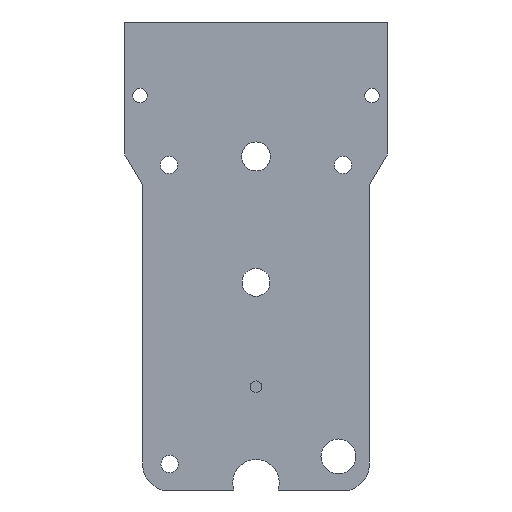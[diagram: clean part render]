
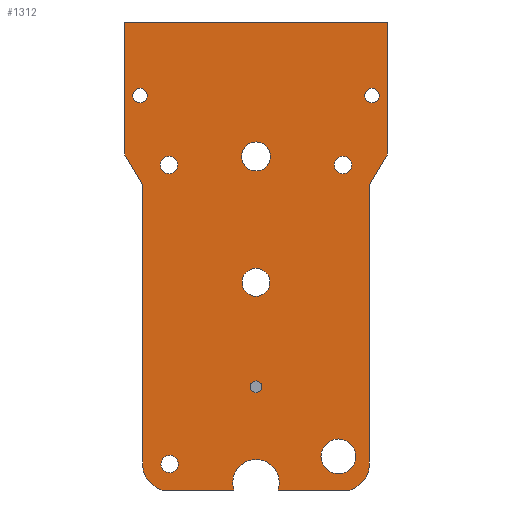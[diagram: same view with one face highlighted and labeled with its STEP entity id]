
A CAD part, front view. The second image highlights one B-rep face of the part: STEP entity #1312.
In plain terms, the highlighted planar face has unit normal (0, -1, 0).
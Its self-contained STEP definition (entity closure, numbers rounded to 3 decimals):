
#75=LINE('',#2283,#157);
#79=LINE('',#2295,#161);
#83=LINE('',#2307,#165);
#86=LINE('',#2313,#168);
#89=LINE('',#2319,#171);
#92=LINE('',#2325,#174);
#95=LINE('',#2331,#177);
#98=LINE('',#2337,#180);
#101=LINE('',#2342,#183);
#157=VECTOR('',#1893,10.);
#161=VECTOR('',#1905,10.);
#165=VECTOR('',#1917,10.);
#168=VECTOR('',#1922,10.);
#171=VECTOR('',#1927,10.);
#174=VECTOR('',#1932,10.);
#177=VECTOR('',#1937,10.);
#180=VECTOR('',#1942,10.);
#183=VECTOR('',#1947,10.);
#236=FACE_BOUND('',#393,.T.);
#237=FACE_BOUND('',#394,.T.);
#238=FACE_BOUND('',#395,.T.);
#239=FACE_BOUND('',#396,.T.);
#240=FACE_BOUND('',#397,.T.);
#241=FACE_BOUND('',#398,.T.);
#242=FACE_BOUND('',#399,.T.);
#243=FACE_BOUND('',#400,.T.);
#244=FACE_BOUND('',#401,.T.);
#313=FACE_OUTER_BOUND('',#392,.T.);
#392=EDGE_LOOP('',(#1195,#1196,#1197,#1198,#1199,#1200,#1201,#1202,#1203,
#1204,#1205,#1206));
#393=EDGE_LOOP('',(#1207));
#394=EDGE_LOOP('',(#1208));
#395=EDGE_LOOP('',(#1209));
#396=EDGE_LOOP('',(#1210));
#397=EDGE_LOOP('',(#1211));
#398=EDGE_LOOP('',(#1212));
#399=EDGE_LOOP('',(#1213));
#400=EDGE_LOOP('',(#1214));
#401=EDGE_LOOP('',(#1215));
#489=CIRCLE('',#1463,0.75);
#491=CIRCLE('',#1466,0.75);
#493=CIRCLE('',#1469,1.25);
#495=CIRCLE('',#1472,0.625);
#497=CIRCLE('',#1475,0.75);
#499=CIRCLE('',#1478,0.5);
#501=CIRCLE('',#1481,1.5);
#503=CIRCLE('',#1484,1.204);
#505=CIRCLE('',#1487,0.625);
#506=CIRCLE('',#1489,2.33);
#508=CIRCLE('',#1493,2.);
#510=CIRCLE('',#1497,2.33);
#599=VERTEX_POINT('',#2221);
#601=VERTEX_POINT('',#2227);
#603=VERTEX_POINT('',#2233);
#605=VERTEX_POINT('',#2239);
#607=VERTEX_POINT('',#2245);
#609=VERTEX_POINT('',#2251);
#611=VERTEX_POINT('',#2257);
#613=VERTEX_POINT('',#2263);
#615=VERTEX_POINT('',#2269);
#616=VERTEX_POINT('',#2273);
#617=VERTEX_POINT('',#2274);
#620=VERTEX_POINT('',#2282);
#622=VERTEX_POINT('',#2288);
#624=VERTEX_POINT('',#2294);
#626=VERTEX_POINT('',#2300);
#628=VERTEX_POINT('',#2306);
#630=VERTEX_POINT('',#2312);
#632=VERTEX_POINT('',#2318);
#634=VERTEX_POINT('',#2324);
#636=VERTEX_POINT('',#2330);
#638=VERTEX_POINT('',#2336);
#771=EDGE_CURVE('',#599,#599,#489,.T.);
#774=EDGE_CURVE('',#601,#601,#491,.T.);
#777=EDGE_CURVE('',#603,#603,#493,.T.);
#780=EDGE_CURVE('',#605,#605,#495,.T.);
#783=EDGE_CURVE('',#607,#607,#497,.T.);
#786=EDGE_CURVE('',#609,#609,#499,.T.);
#789=EDGE_CURVE('',#611,#611,#501,.T.);
#792=EDGE_CURVE('',#613,#613,#503,.T.);
#795=EDGE_CURVE('',#615,#615,#505,.T.);
#796=EDGE_CURVE('',#616,#617,#506,.T.);
#800=EDGE_CURVE('',#616,#620,#75,.T.);
#803=EDGE_CURVE('',#620,#622,#508,.T.);
#806=EDGE_CURVE('',#622,#624,#79,.T.);
#809=EDGE_CURVE('',#626,#624,#510,.T.);
#812=EDGE_CURVE('',#626,#628,#83,.T.);
#815=EDGE_CURVE('',#628,#630,#86,.T.);
#818=EDGE_CURVE('',#632,#630,#89,.T.);
#821=EDGE_CURVE('',#632,#634,#92,.T.);
#824=EDGE_CURVE('',#634,#636,#95,.T.);
#827=EDGE_CURVE('',#638,#636,#98,.T.);
#830=EDGE_CURVE('',#617,#638,#101,.T.);
#1195=ORIENTED_EDGE('',*,*,#830,.F.);
#1196=ORIENTED_EDGE('',*,*,#796,.F.);
#1197=ORIENTED_EDGE('',*,*,#800,.T.);
#1198=ORIENTED_EDGE('',*,*,#803,.T.);
#1199=ORIENTED_EDGE('',*,*,#806,.T.);
#1200=ORIENTED_EDGE('',*,*,#809,.F.);
#1201=ORIENTED_EDGE('',*,*,#812,.T.);
#1202=ORIENTED_EDGE('',*,*,#815,.T.);
#1203=ORIENTED_EDGE('',*,*,#818,.F.);
#1204=ORIENTED_EDGE('',*,*,#821,.T.);
#1205=ORIENTED_EDGE('',*,*,#824,.T.);
#1206=ORIENTED_EDGE('',*,*,#827,.F.);
#1207=ORIENTED_EDGE('',*,*,#795,.F.);
#1208=ORIENTED_EDGE('',*,*,#792,.F.);
#1209=ORIENTED_EDGE('',*,*,#789,.F.);
#1210=ORIENTED_EDGE('',*,*,#786,.F.);
#1211=ORIENTED_EDGE('',*,*,#783,.F.);
#1212=ORIENTED_EDGE('',*,*,#780,.F.);
#1213=ORIENTED_EDGE('',*,*,#777,.F.);
#1214=ORIENTED_EDGE('',*,*,#774,.F.);
#1215=ORIENTED_EDGE('',*,*,#771,.F.);
#1243=PLANE('',#1507);
#1312=ADVANCED_FACE('',(#313,#236,#237,#238,#239,#240,#241,#242,#243,#244),
#1243,.F.);
#1463=AXIS2_PLACEMENT_3D('',#2223,#1825,#1826);
#1466=AXIS2_PLACEMENT_3D('',#2229,#1832,#1833);
#1469=AXIS2_PLACEMENT_3D('',#2235,#1839,#1840);
#1472=AXIS2_PLACEMENT_3D('',#2241,#1846,#1847);
#1475=AXIS2_PLACEMENT_3D('',#2247,#1853,#1854);
#1478=AXIS2_PLACEMENT_3D('',#2253,#1860,#1861);
#1481=AXIS2_PLACEMENT_3D('',#2259,#1867,#1868);
#1484=AXIS2_PLACEMENT_3D('',#2265,#1874,#1875);
#1487=AXIS2_PLACEMENT_3D('',#2271,#1881,#1882);
#1489=AXIS2_PLACEMENT_3D('',#2275,#1885,#1886);
#1493=AXIS2_PLACEMENT_3D('',#2289,#1898,#1899);
#1497=AXIS2_PLACEMENT_3D('',#2301,#1910,#1911);
#1507=AXIS2_PLACEMENT_3D('',#2345,#1951,#1952);
#1825=DIRECTION('center_axis',(0.,-1.,0.));
#1826=DIRECTION('ref_axis',(1.,0.,0.));
#1832=DIRECTION('center_axis',(0.,-1.,0.));
#1833=DIRECTION('ref_axis',(1.,0.,0.));
#1839=DIRECTION('center_axis',(0.,-1.,0.));
#1840=DIRECTION('ref_axis',(1.,0.,0.));
#1846=DIRECTION('center_axis',(0.,-1.,0.));
#1847=DIRECTION('ref_axis',(1.,0.,0.));
#1853=DIRECTION('center_axis',(0.,-1.,0.));
#1854=DIRECTION('ref_axis',(1.,0.,0.));
#1860=DIRECTION('center_axis',(0.,-1.,0.));
#1861=DIRECTION('ref_axis',(1.,0.,0.));
#1867=DIRECTION('center_axis',(0.,-1.,0.));
#1868=DIRECTION('ref_axis',(1.,0.,0.));
#1874=DIRECTION('center_axis',(0.,-1.,0.));
#1875=DIRECTION('ref_axis',(1.,0.,0.));
#1881=DIRECTION('center_axis',(0.,-1.,0.));
#1882=DIRECTION('ref_axis',(1.,0.,0.));
#1885=DIRECTION('center_axis',(0.,1.,0.));
#1886=DIRECTION('ref_axis',(-0.28,0.,-0.96));
#1893=DIRECTION('',(1.,0.,0.));
#1898=DIRECTION('center_axis',(0.,1.,0.));
#1899=DIRECTION('ref_axis',(1.,0.,0.));
#1905=DIRECTION('',(1.,0.,0.));
#1910=DIRECTION('center_axis',(0.,1.,0.));
#1911=DIRECTION('ref_axis',(0.997,0.,0.075));
#1917=DIRECTION('',(0.,0.,1.));
#1922=DIRECTION('',(0.518,0.,0.855));
#1927=DIRECTION('',(0.,0.,-1.));
#1932=DIRECTION('',(-1.,0.,0.));
#1937=DIRECTION('',(0.,0.,-1.));
#1942=DIRECTION('',(-0.518,0.,0.855));
#1947=DIRECTION('',(0.,0.,1.));
#1951=DIRECTION('center_axis',(0.,1.,0.));
#1952=DIRECTION('ref_axis',(1.,0.,0.));
#2221=CARTESIAN_POINT('',(-8.25,0.,10.095));
#2223=CARTESIAN_POINT('Origin',(-7.5,0.,10.095));
#2227=CARTESIAN_POINT('',(6.75,0.,10.095));
#2229=CARTESIAN_POINT('Origin',(7.5,0.,10.095));
#2233=CARTESIAN_POINT('',(-1.25,0.,10.845));
#2235=CARTESIAN_POINT('Origin',(0.,0.,10.845));
#2239=CARTESIAN_POINT('',(9.375,0.,16.08));
#2241=CARTESIAN_POINT('Origin',(10.,0.,16.08));
#2245=CARTESIAN_POINT('',(-8.197,0.,-15.659));
#2247=CARTESIAN_POINT('Origin',(-7.447,0.,-15.659));
#2251=CARTESIAN_POINT('',(-0.5,0.,-9.));
#2253=CARTESIAN_POINT('Origin',(0.,0.,-9.));
#2257=CARTESIAN_POINT('',(5.6,0.,-15.));
#2259=CARTESIAN_POINT('Origin',(7.1,0.,-15.));
#2263=CARTESIAN_POINT('',(-1.204,0.,0.));
#2265=CARTESIAN_POINT('Origin',(0.,0.,0.));
#2269=CARTESIAN_POINT('',(-10.625,0.,16.08));
#2271=CARTESIAN_POINT('Origin',(-10.,0.,16.08));
#2273=CARTESIAN_POINT('',(-8.099,0.,-17.896));
#2274=CARTESIAN_POINT('',(-9.771,0.,-15.483));
#2275=CARTESIAN_POINT('Origin',(-7.447,0.,-15.659));
#2282=CARTESIAN_POINT('',(-1.9,0.,-17.896));
#2283=CARTESIAN_POINT('',(-8.099,0.,-17.896));
#2288=CARTESIAN_POINT('',(1.9,0.,-17.896));
#2289=CARTESIAN_POINT('Origin',(0.,0.,-17.271));
#2294=CARTESIAN_POINT('',(8.099,0.,-17.896));
#2295=CARTESIAN_POINT('',(-8.099,0.,-17.896));
#2300=CARTESIAN_POINT('',(9.771,0.,-15.483));
#2301=CARTESIAN_POINT('Origin',(7.447,0.,-15.659));
#2306=CARTESIAN_POINT('',(9.771,0.,8.461));
#2307=CARTESIAN_POINT('',(9.771,0.,-15.483));
#2312=CARTESIAN_POINT('',(11.342,0.,11.056));
#2313=CARTESIAN_POINT('',(9.771,0.,8.461));
#2318=CARTESIAN_POINT('',(11.342,0.,22.43));
#2319=CARTESIAN_POINT('',(11.342,0.,22.43));
#2324=CARTESIAN_POINT('',(-11.342,0.,22.43));
#2325=CARTESIAN_POINT('',(11.342,0.,22.43));
#2330=CARTESIAN_POINT('',(-11.342,0.,11.056));
#2331=CARTESIAN_POINT('',(-11.342,0.,22.43));
#2336=CARTESIAN_POINT('',(-9.771,0.,8.461));
#2337=CARTESIAN_POINT('',(-9.771,0.,8.461));
#2342=CARTESIAN_POINT('',(-9.771,0.,-15.483));
#2345=CARTESIAN_POINT('Origin',(0.,0.,2.267));
